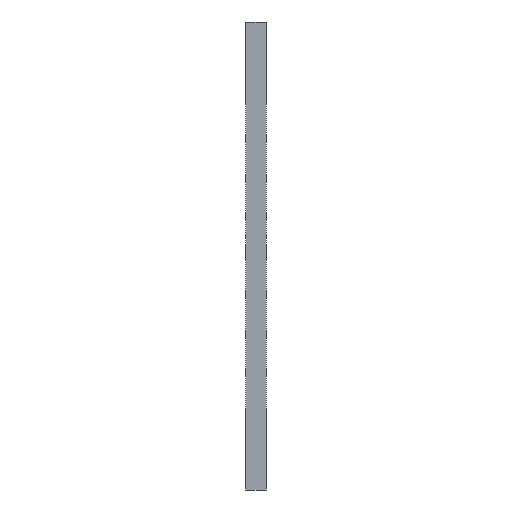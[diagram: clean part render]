
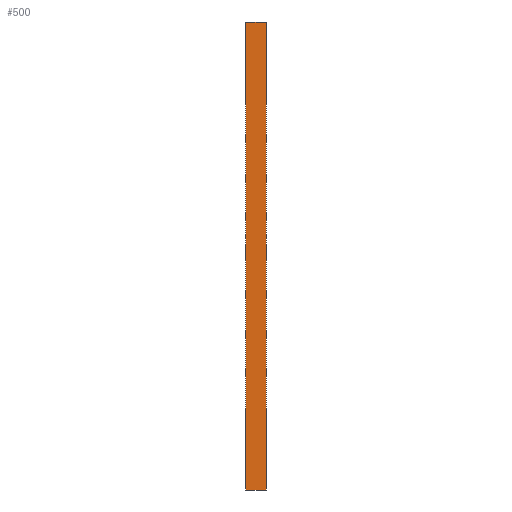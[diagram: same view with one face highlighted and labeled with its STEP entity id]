
A CAD part, left-side view. The second image highlights one B-rep face of the part: STEP entity #500.
In plain terms, the highlighted planar face has unit normal (-1, 0, 0).
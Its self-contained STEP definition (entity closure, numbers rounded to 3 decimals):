
#88 = EDGE_CURVE ( 'NONE', #2958, #2683, #4504, .T. ) ;
#158 = DIRECTION ( 'NONE',  ( 0., 0., 1. ) ) ;
#197 = ORIENTED_EDGE ( 'NONE', *, *, #88, .F. ) ;
#437 = LINE ( 'NONE', #1221, #2138 ) ;
#500 = ADVANCED_FACE ( 'NONE', ( #1309 ), #1642, .F. ) ;
#606 = VECTOR ( 'NONE', #158, 1000. ) ;
#848 = VERTEX_POINT ( 'NONE', #1439 ) ;
#972 = DIRECTION ( 'NONE',  ( 0., 1., 0. ) ) ;
#979 = CARTESIAN_POINT ( 'NONE',  ( -150., 13., -150. ) ) ;
#1056 = ORIENTED_EDGE ( 'NONE', *, *, #3474, .F. ) ;
#1063 = EDGE_LOOP ( 'NONE', ( #3068, #197, #1056, #1607 ) ) ;
#1221 = CARTESIAN_POINT ( 'NONE',  ( -150., 13., -150. ) ) ;
#1224 = AXIS2_PLACEMENT_3D ( 'NONE', #979, #4520, #1269 ) ;
#1269 = DIRECTION ( 'NONE',  ( 0., 0., -1. ) ) ;
#1309 = FACE_OUTER_BOUND ( 'NONE', #1063, .T. ) ;
#1439 = CARTESIAN_POINT ( 'NONE',  ( -150., 0., 150. ) ) ;
#1607 = ORIENTED_EDGE ( 'NONE', *, *, #2785, .T. ) ;
#1627 = CARTESIAN_POINT ( 'NONE',  ( -150., 13., 0. ) ) ;
#1642 = PLANE ( 'NONE',  #1224 ) ;
#1679 = CARTESIAN_POINT ( 'NONE',  ( -150., 0., -150. ) ) ;
#1850 = CARTESIAN_POINT ( 'NONE',  ( -150., 13., -150. ) ) ;
#1958 = CARTESIAN_POINT ( 'NONE',  ( -150., 13., 150. ) ) ;
#2138 = VECTOR ( 'NONE', #2949, 1000. ) ;
#2181 = LINE ( 'NONE', #1679, #2367 ) ;
#2367 = VECTOR ( 'NONE', #2754, 1000. ) ;
#2683 = VERTEX_POINT ( 'NONE', #1958 ) ;
#2744 = VECTOR ( 'NONE', #972, 1000. ) ;
#2754 = DIRECTION ( 'NONE',  ( 0., 0., 1. ) ) ;
#2785 = EDGE_CURVE ( 'NONE', #4155, #848, #2181, .T. ) ;
#2949 = DIRECTION ( 'NONE',  ( 0., 1., 0. ) ) ;
#2958 = VERTEX_POINT ( 'NONE', #1850 ) ;
#3068 = ORIENTED_EDGE ( 'NONE', *, *, #3196, .T. ) ;
#3105 = CARTESIAN_POINT ( 'NONE',  ( -150., 13., 150. ) ) ;
#3196 = EDGE_CURVE ( 'NONE', #848, #2683, #4159, .T. ) ;
#3474 = EDGE_CURVE ( 'NONE', #4155, #2958, #437, .T. ) ;
#4155 = VERTEX_POINT ( 'NONE', #4497 ) ;
#4159 = LINE ( 'NONE', #3105, #2744 ) ;
#4497 = CARTESIAN_POINT ( 'NONE',  ( -150., 0., -150. ) ) ;
#4504 = LINE ( 'NONE', #1627, #606 ) ;
#4520 = DIRECTION ( 'NONE',  ( 1., 0., 0. ) ) ;
